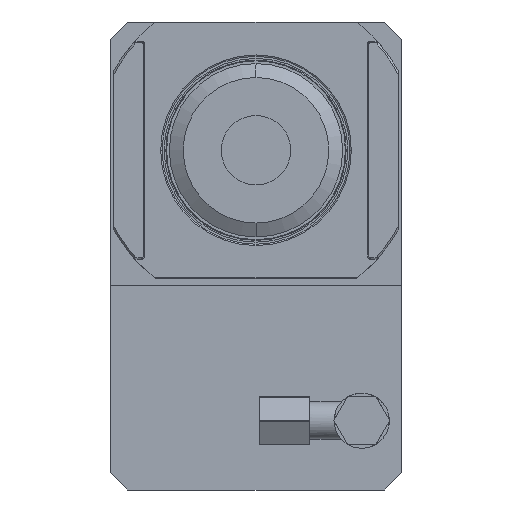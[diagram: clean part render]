
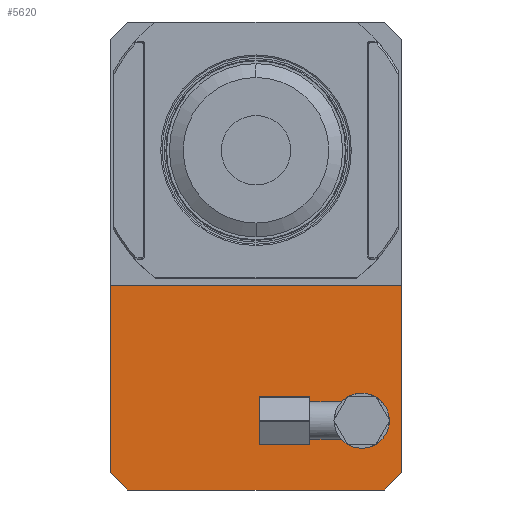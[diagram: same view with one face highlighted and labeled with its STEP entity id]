
A CAD part, left-side view. The second image highlights one B-rep face of the part: STEP entity #5620.
In plain terms, the highlighted planar face has unit normal (-1, 0, 0).
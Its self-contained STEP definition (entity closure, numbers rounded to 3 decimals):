
#804=DIRECTION('',(0.,0.707,0.707));
#805=VECTOR('',#804,7.071);
#806=CARTESIAN_POINT('',(-69.5,37.,-48.));
#807=LINE('',#806,#805);
#812=DIRECTION('',(0.,-1.,0.));
#813=VECTOR('',#812,84.);
#814=CARTESIAN_POINT('',(-69.5,42.,11.));
#815=LINE('',#814,#813);
#816=CARTESIAN_POINT('',(-69.5,-30.5,-28.));
#817=DIRECTION('',(-1.,0.,0.));
#818=DIRECTION('',(0.,0.,1.));
#819=AXIS2_PLACEMENT_3D('',#816,#817,#818);
#821=CARTESIAN_POINT('',(-69.5,-30.5,-28.));
#822=DIRECTION('',(-1.,0.,0.));
#823=DIRECTION('',(0.,0.,-1.));
#824=AXIS2_PLACEMENT_3D('',#821,#822,#823);
#826=DIRECTION('',(0.,1.,0.));
#827=VECTOR('',#826,74.);
#828=CARTESIAN_POINT('',(-69.5,-37.,-48.));
#829=LINE('',#828,#827);
#834=DIRECTION('',(0.,0.707,-0.707));
#835=VECTOR('',#834,7.071);
#836=CARTESIAN_POINT('',(-69.5,-42.,-43.));
#837=LINE('',#836,#835);
#850=DIRECTION('',(0.,0.,1.));
#851=VECTOR('',#850,54.);
#852=CARTESIAN_POINT('',(-69.5,-42.,-43.));
#853=LINE('',#852,#851);
#986=DIRECTION('',(0.,0.,1.));
#987=VECTOR('',#986,54.);
#988=CARTESIAN_POINT('',(-69.5,42.,-43.));
#989=LINE('',#988,#987);
#4035=CARTESIAN_POINT('',(-69.5,-37.,-48.));
#4036=CARTESIAN_POINT('',(-69.5,37.,-48.));
#4037=VERTEX_POINT('',#4035);
#4038=VERTEX_POINT('',#4036);
#4039=CARTESIAN_POINT('',(-69.5,-42.,11.));
#4040=VERTEX_POINT('',#4039);
#4041=CARTESIAN_POINT('',(-69.5,-42.,-43.));
#4042=VERTEX_POINT('',#4041);
#4043=CARTESIAN_POINT('',(-69.5,42.,-43.));
#4044=VERTEX_POINT('',#4043);
#4045=CARTESIAN_POINT('',(-69.5,42.,11.));
#4046=VERTEX_POINT('',#4045);
#4535=CARTESIAN_POINT('',(-69.5,-30.5,-21.05));
#4536=CARTESIAN_POINT('',(-69.5,-30.5,-34.95));
#4537=VERTEX_POINT('',#4535);
#4538=VERTEX_POINT('',#4536);
#5596=CARTESIAN_POINT('',(-69.5,42.,11.));
#5597=DIRECTION('',(1.,0.,0.));
#5598=DIRECTION('',(0.,0.,-1.));
#5599=AXIS2_PLACEMENT_3D('',#5596,#5597,#5598);
#5600=PLANE('',#5599);
#5602=ORIENTED_EDGE('',*,*,#5601,.T.);
#5603=ORIENTED_EDGE('',*,*,#5586,.T.);
#5605=ORIENTED_EDGE('',*,*,#5604,.T.);
#5607=ORIENTED_EDGE('',*,*,#5606,.T.);
#5609=ORIENTED_EDGE('',*,*,#5608,.F.);
#5611=ORIENTED_EDGE('',*,*,#5610,.T.);
#5612=EDGE_LOOP('',(#5602,#5603,#5605,#5607,#5609,#5611));
#5613=FACE_OUTER_BOUND('',#5612,.F.);
#5615=ORIENTED_EDGE('',*,*,#5614,.T.);
#5617=ORIENTED_EDGE('',*,*,#5616,.T.);
#5618=EDGE_LOOP('',(#5615,#5617));
#5619=FACE_BOUND('',#5618,.F.);
#5620=ADVANCED_FACE('',(#5613,#5619),#5600,.F.);
#820=CIRCLE('',#819,6.95);
#825=CIRCLE('',#824,6.95);
#5586=EDGE_CURVE('',#4038,#4044,#807,.T.);
#5601=EDGE_CURVE('',#4037,#4038,#829,.T.);
#5604=EDGE_CURVE('',#4044,#4046,#989,.T.);
#5606=EDGE_CURVE('',#4046,#4040,#815,.T.);
#5608=EDGE_CURVE('',#4042,#4040,#853,.T.);
#5610=EDGE_CURVE('',#4042,#4037,#837,.T.);
#5614=EDGE_CURVE('',#4537,#4538,#820,.T.);
#5616=EDGE_CURVE('',#4538,#4537,#825,.T.);
